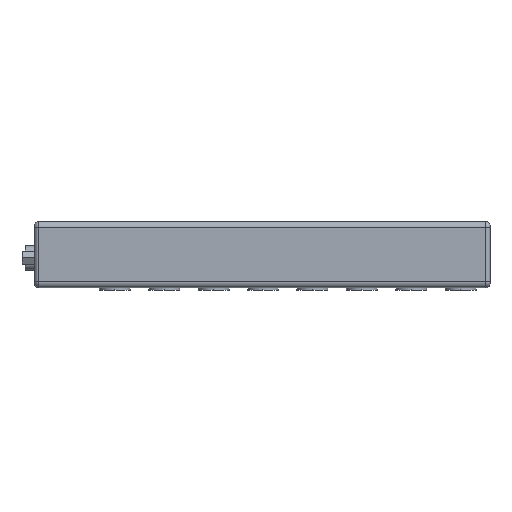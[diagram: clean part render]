
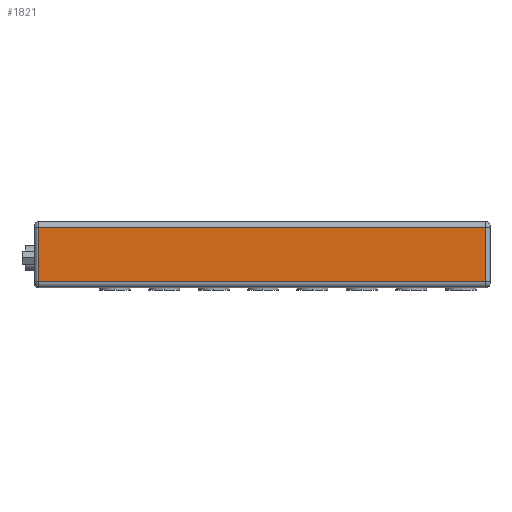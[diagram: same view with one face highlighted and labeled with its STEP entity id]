
A CAD part, top view. The second image highlights one B-rep face of the part: STEP entity #1821.
In plain terms, the highlighted planar face has unit normal (0, 0, 1).
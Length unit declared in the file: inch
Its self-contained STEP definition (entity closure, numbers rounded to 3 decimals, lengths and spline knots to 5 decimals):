
#21 = EDGE_CURVE ( 'NONE', #149, #655, #1555, .T. ) ;
#149 = VERTEX_POINT ( 'NONE', #972 ) ;
#405 = VECTOR ( 'NONE', #10408, 39.37008 ) ;
#655 = VERTEX_POINT ( 'NONE', #1452 ) ;
#972 = CARTESIAN_POINT ( 'NONE',  ( 6.8365, 0.09, 0. ) ) ;
#1452 = CARTESIAN_POINT ( 'NONE',  ( 6.8365, 0.91, 0. ) ) ;
#1555 = LINE ( 'NONE', #6582, #9840 ) ;
#1821 = ADVANCED_FACE ( 'NONE', ( #10338 ), #9319, .F. ) ;
#1949 = EDGE_CURVE ( 'NONE', #149, #7972, #6083, .T. ) ;
#2079 = VECTOR ( 'NONE', #7676, 39.37008 ) ;
#2256 = CARTESIAN_POINT ( 'NONE',  ( 0.0625, 0.91, 0. ) ) ;
#2942 = ORIENTED_EDGE ( 'NONE', *, *, #5411, .T. ) ;
#3634 = ORIENTED_EDGE ( 'NONE', *, *, #9237, .T. ) ;
#3955 = ORIENTED_EDGE ( 'NONE', *, *, #1949, .F. ) ;
#4037 = CARTESIAN_POINT ( 'NONE',  ( 0.0625, 0.09, 0. ) ) ;
#4352 = DIRECTION ( 'NONE',  ( 0., 0., -1. ) ) ;
#4543 = EDGE_LOOP ( 'NONE', ( #3955, #6922, #2942, #3634 ) ) ;
#4723 = AXIS2_PLACEMENT_3D ( 'NONE', #7668, #4352, #10138 ) ;
#5411 = EDGE_CURVE ( 'NONE', #655, #7891, #7289, .T. ) ;
#5517 = CARTESIAN_POINT ( 'NONE',  ( 6.899, 0.91, 0. ) ) ;
#6083 = LINE ( 'NONE', #7607, #10213 ) ;
#6582 = CARTESIAN_POINT ( 'NONE',  ( 6.8365, 0.91, 0. ) ) ;
#6922 = ORIENTED_EDGE ( 'NONE', *, *, #21, .T. ) ;
#7289 = LINE ( 'NONE', #5517, #405 ) ;
#7607 = CARTESIAN_POINT ( 'NONE',  ( 6.899, 0.09, 0. ) ) ;
#7668 = CARTESIAN_POINT ( 'NONE',  ( 6.899, 0.09, 0. ) ) ;
#7676 = DIRECTION ( 'NONE',  ( 0., -1., 0. ) ) ;
#7891 = VERTEX_POINT ( 'NONE', #2256 ) ;
#7972 = VERTEX_POINT ( 'NONE', #4037 ) ;
#8422 = DIRECTION ( 'NONE',  ( -1., 0., 0. ) ) ;
#9041 = DIRECTION ( 'NONE',  ( 0., 1., 0. ) ) ;
#9237 = EDGE_CURVE ( 'NONE', #7891, #7972, #9546, .T. ) ;
#9319 = PLANE ( 'NONE',  #4723 ) ;
#9546 = LINE ( 'NONE', #10112, #2079 ) ;
#9840 = VECTOR ( 'NONE', #9041, 39.37008 ) ;
#10112 = CARTESIAN_POINT ( 'NONE',  ( 0.0625, 0.09, 0. ) ) ;
#10138 = DIRECTION ( 'NONE',  ( -1., 0., 0. ) ) ;
#10213 = VECTOR ( 'NONE', #8422, 39.37008 ) ;
#10338 = FACE_OUTER_BOUND ( 'NONE', #4543, .T. ) ;
#10408 = DIRECTION ( 'NONE',  ( -1., 0., 0. ) ) ;
